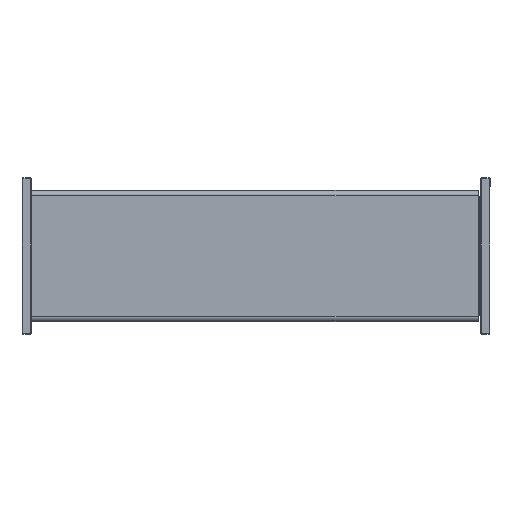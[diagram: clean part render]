
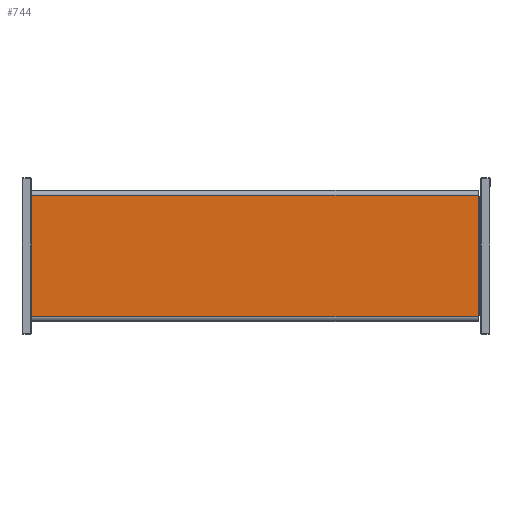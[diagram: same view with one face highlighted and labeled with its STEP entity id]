
A CAD part, left-side view. The second image highlights one B-rep face of the part: STEP entity #744.
In plain terms, the highlighted face is planar.
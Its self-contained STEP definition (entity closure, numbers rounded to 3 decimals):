
#578 = VECTOR ( 'NONE', #1946, 1000. ) ;
#744 = ADVANCED_FACE ( 'NONE', ( #10364 ), #1919, .T. ) ;
#827 = EDGE_LOOP ( 'NONE', ( #7258, #1344, #9017, #4204 ) ) ;
#834 = VECTOR ( 'NONE', #5631, 1000. ) ;
#981 = CARTESIAN_POINT ( 'NONE',  ( 321., 137.419, -74.308 ) ) ;
#1061 = AXIS2_PLACEMENT_3D ( 'NONE', #981, #4223, #4326 ) ;
#1128 = LINE ( 'NONE', #9598, #9837 ) ;
#1132 = EDGE_CURVE ( 'NONE', #7372, #7639, #9140, .T. ) ;
#1344 = ORIENTED_EDGE ( 'NONE', *, *, #5063, .F. ) ;
#1366 = LINE ( 'NONE', #4457, #834 ) ;
#1391 = CARTESIAN_POINT ( 'NONE',  ( -2., -18.581, -74.185 ) ) ;
#1462 = CARTESIAN_POINT ( 'NONE',  ( 571., 137.419, -74.308 ) ) ;
#1919 = PLANE ( 'NONE',  #1061 ) ;
#1946 = DIRECTION ( 'NONE',  ( 0., -1., 0.001 ) ) ;
#2958 = DIRECTION ( 'NONE',  ( -1., 0., 0. ) ) ;
#3452 = CARTESIAN_POINT ( 'NONE',  ( -2., 137.419, -74.308 ) ) ;
#4204 = ORIENTED_EDGE ( 'NONE', *, *, #1132, .T. ) ;
#4223 = DIRECTION ( 'NONE',  ( 0., -0.001, -1. ) ) ;
#4326 = DIRECTION ( 'NONE',  ( 1., 0., 0. ) ) ;
#4435 = CARTESIAN_POINT ( 'NONE',  ( -2., 137.419, -74.308 ) ) ;
#4457 = CARTESIAN_POINT ( 'NONE',  ( -2., 137.419, -74.308 ) ) ;
#4488 = LINE ( 'NONE', #3452, #6771 ) ;
#4598 = DIRECTION ( 'NONE',  ( 1., 0., 0. ) ) ;
#5063 = EDGE_CURVE ( 'NONE', #9969, #10057, #1366, .T. ) ;
#5327 = CARTESIAN_POINT ( 'NONE',  ( 571., -18.581, -74.185 ) ) ;
#5631 = DIRECTION ( 'NONE',  ( 0., -1., 0.001 ) ) ;
#6047 = EDGE_CURVE ( 'NONE', #9969, #7372, #4488, .T. ) ;
#6771 = VECTOR ( 'NONE', #4598, 1000. ) ;
#7258 = ORIENTED_EDGE ( 'NONE', *, *, #9645, .T. ) ;
#7372 = VERTEX_POINT ( 'NONE', #1462 ) ;
#7639 = VERTEX_POINT ( 'NONE', #5327 ) ;
#8640 = CARTESIAN_POINT ( 'NONE',  ( 571., 137.419, -74.308 ) ) ;
#9017 = ORIENTED_EDGE ( 'NONE', *, *, #6047, .T. ) ;
#9140 = LINE ( 'NONE', #8640, #578 ) ;
#9598 = CARTESIAN_POINT ( 'NONE',  ( 571., -18.581, -74.185 ) ) ;
#9645 = EDGE_CURVE ( 'NONE', #7639, #10057, #1128, .T. ) ;
#9837 = VECTOR ( 'NONE', #2958, 1000. ) ;
#9969 = VERTEX_POINT ( 'NONE', #4435 ) ;
#10057 = VERTEX_POINT ( 'NONE', #1391 ) ;
#10364 = FACE_OUTER_BOUND ( 'NONE', #827, .T. ) ;
